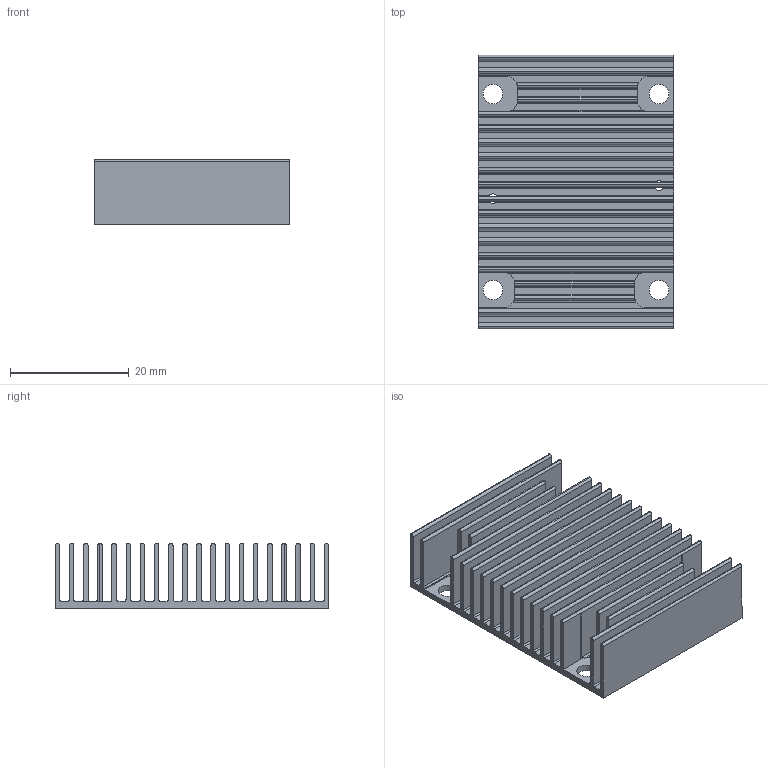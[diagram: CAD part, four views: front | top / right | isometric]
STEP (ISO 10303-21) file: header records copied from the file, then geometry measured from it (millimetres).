
FILE_DESCRIPTION (( 'STEP AP214' ), '1' );
FILE_NAME ('40087.STEP', '2015-07-30T17:46:19', ( 'VicorUser' ), ( 'Microsoft' ), 'SwSTEP 2.0', 'SolidWorks 2012', '' );
FILE_SCHEMA (( 'AUTOMOTIVE_DESIGN' ));
Length unit declared in the file: millimetre
Products named in the file (1): 40087
Bounding box: 32.94 x 46 x 11 mm (x, y, z)
Volume: 6337.4 mm3; surface area: 15023.9 mm2
Topology: 1 solids, 1 shells, 184 faces, 570 edges, 378 vertices
Faces by surface type: cylinder 102, plane 78, cone 4
Entity records: 6681 total; most frequent: CARTESIAN_POINT 1426, ORIENTED_EDGE 1132, DIRECTION 1072, EDGE_CURVE 566, VERTEX_POINT 378, AXIS2_PLACEMENT_3D 369, VECTOR 334, LINE 334
